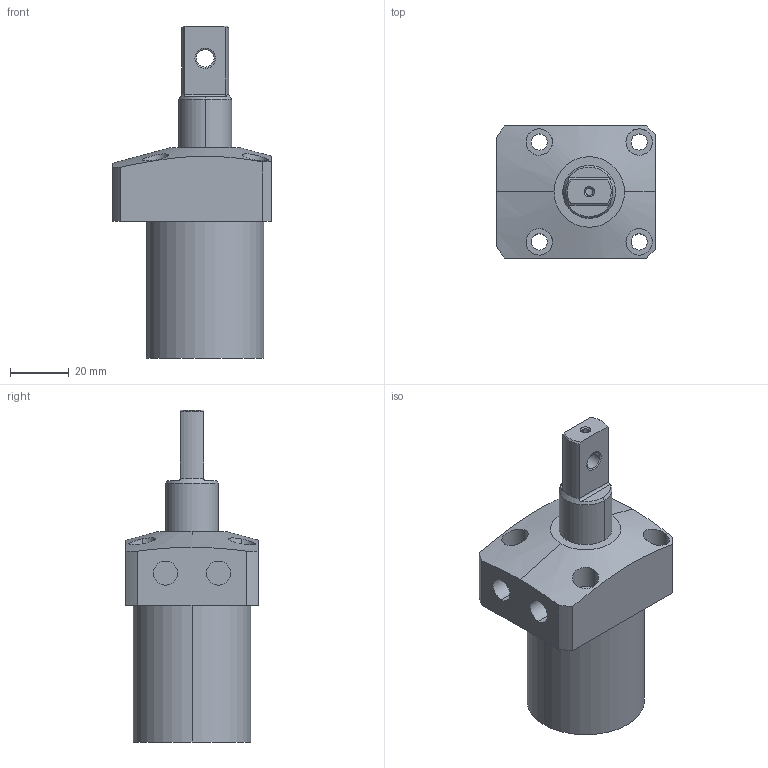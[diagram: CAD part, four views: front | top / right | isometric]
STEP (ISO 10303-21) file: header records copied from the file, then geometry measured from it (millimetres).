
FILE_DESCRIPTION (( 'STEP AP214' ), '1' );
FILE_NAME ('CHA-040Dx90(双臂）.STEP', '2018-07-08T07:59:22', ( '' ), ( '' ), 'SwSTEP 2.0', 'SolidWorks 2016', '' );
FILE_SCHEMA (( 'AUTOMOTIVE_DESIGN' ));
Length unit declared in the file: millimetre
Products named in the file (3): CHA-040D(双臂）活塞杆; CHA-040掛极; CHA-040Dx90(双臂）
Assembly tree (2 placements, depth 2):
  CHA-040Dx90(双臂）
    CHA-040掛极
    CHA-040D(双臂）活塞杆
Bounding box: 54 x 45 x 113 mm (x, y, z)
Volume: 105370.9 mm3; surface area: 27688.3 mm2
Topology: 2 solids, 2 shells, 76 faces, 178 edges, 116 vertices
Faces by surface type: cylinder 40, plane 24, cone 12
Entity records: 2704 total; most frequent: CARTESIAN_POINT 807, DIRECTION 390, ORIENTED_EDGE 356, EDGE_CURVE 178, AXIS2_PLACEMENT_3D 161, VERTEX_POINT 116, EDGE_LOOP 98, CIRCLE 80
